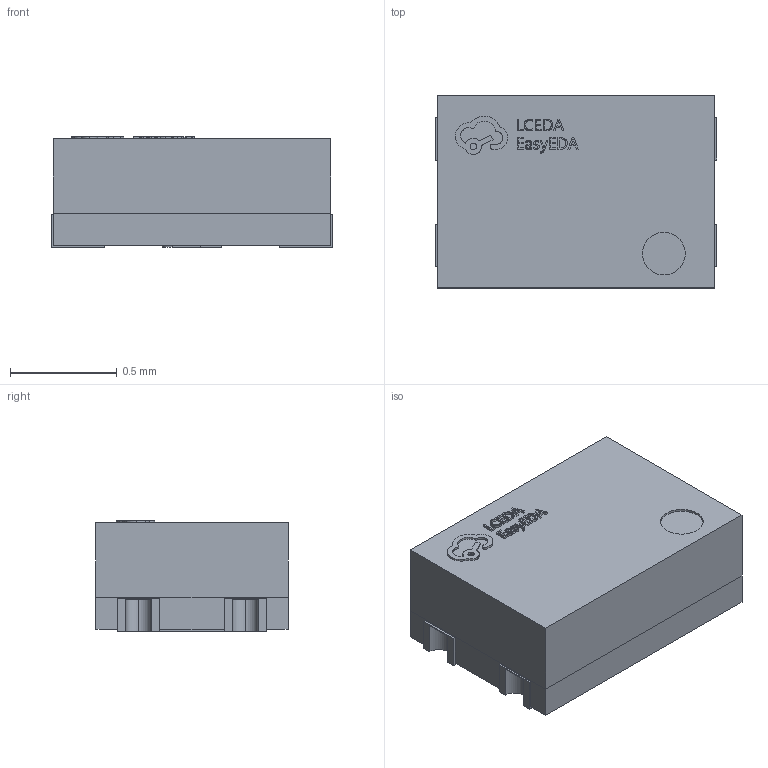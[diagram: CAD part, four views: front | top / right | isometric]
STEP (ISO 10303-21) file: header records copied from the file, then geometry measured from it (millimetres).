
FILE_DESCRIPTION (( 'STEP AP214' ), '1' );
FILE_NAME ('DFN-4_L1.3-W0.9-P0.50-BR.STEP', '2023-04-01T15:06:29', ( '' ), ( '' ), 'SwSTEP 2.0', 'SolidWorks 2020', '' );
FILE_SCHEMA (( 'AUTOMOTIVE_DESIGN' ));
Length unit declared in the file: millimetre
Products named in the file (1): DFN-4_L1.3-W0.9-P0.50-BR
Bounding box: 1.32 x 0.9 x 0.52 mm (x, y, z)
Volume: 0.6 mm3; surface area: 7.1 mm2
Topology: 2 solids, 2 shells, 282 faces, 771 edges, 514 vertices
Faces by surface type: plane 173, bspline 98, cylinder 11
Entity records: 12514 total; most frequent: CARTESIAN_POINT 2874, ORIENTED_EDGE 1542, DIRECTION 963, EDGE_CURVE 771, VECTOR 549, LINE 549, VERTEX_POINT 514, EDGE_LOOP 303
